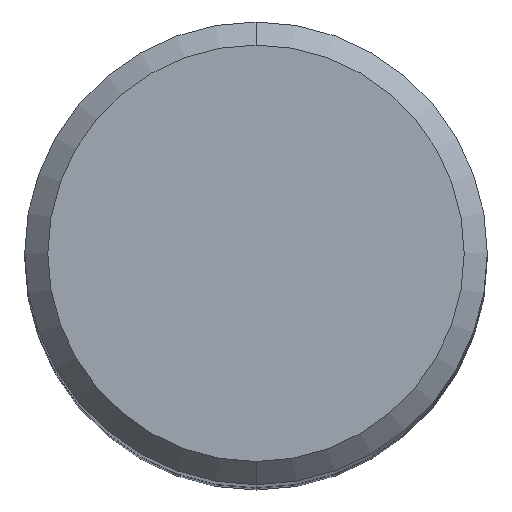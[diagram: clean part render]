
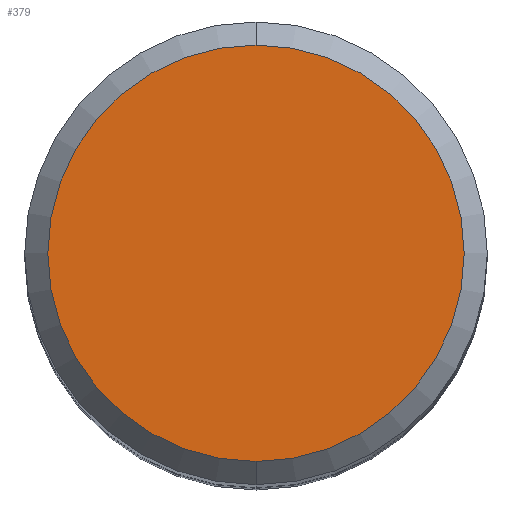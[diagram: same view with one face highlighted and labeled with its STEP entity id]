
A CAD part, top view. The second image highlights one B-rep face of the part: STEP entity #379.
In plain terms, the highlighted planar face has unit normal (0, 0, 1).
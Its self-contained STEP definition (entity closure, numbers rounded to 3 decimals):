
#273=EDGE_CURVE('',#445,#369,#601,.T.);
#369=VERTEX_POINT('',#710);
#379=ADVANCED_FACE('',(#720),#721,.T.);
#445=VERTEX_POINT('',#791);
#467=EDGE_CURVE('',#369,#445,#815,.T.);
#601=CIRCLE('',#1003,5.4);
#710=CARTESIAN_POINT('',(0.0,5.4,0.0));
#720=FACE_OUTER_BOUND('',#1338,.T.);
#721=PLANE('',#1339);
#791=CARTESIAN_POINT('',(0.,-5.4,0.0));
#815=CIRCLE('',#1523,5.4);
#1003=AXIS2_PLACEMENT_3D('',#1691,#1692,#1693);
#1338=EDGE_LOOP('',(#1826,#1827));
#1339=AXIS2_PLACEMENT_3D('',#1828,#1829,#1830);
#1523=AXIS2_PLACEMENT_3D('',#1906,#1907,#1908);
#1691=CARTESIAN_POINT('',(0.0,0.0,0.0));
#1692=DIRECTION('',(0.0,0.0,-1.0));
#1693=DIRECTION('',(0.0,1.0,0.0));
#1826=ORIENTED_EDGE('',*,*,#467,.F.);
#1827=ORIENTED_EDGE('',*,*,#273,.F.);
#1828=CARTESIAN_POINT('',(0.0,2.7,0.0));
#1829=DIRECTION('',(-0.0,0.0,1.0));
#1830=DIRECTION('',(0.0,-1.0,0.0));
#1906=CARTESIAN_POINT('',(0.0,0.0,0.0));
#1907=DIRECTION('',(0.0,0.0,-1.0));
#1908=DIRECTION('',(0.0,1.0,0.0));
